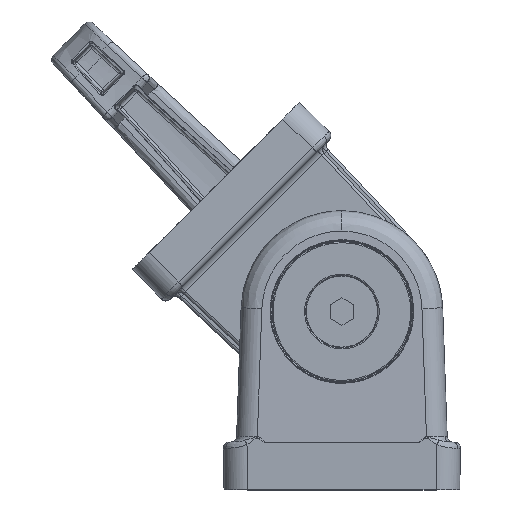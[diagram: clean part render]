
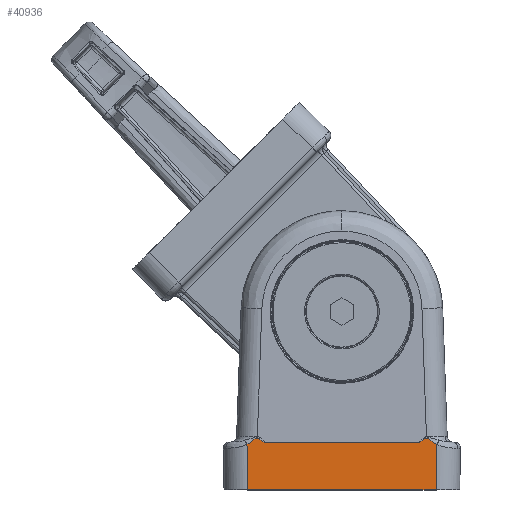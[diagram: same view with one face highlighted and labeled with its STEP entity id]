
A CAD part, top view. The second image highlights one B-rep face of the part: STEP entity #40936.
In plain terms, the highlighted planar face has unit normal (0, -0.018, 1).
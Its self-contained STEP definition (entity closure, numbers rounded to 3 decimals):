
#219 = VECTOR ( 'NONE', #24972, 1000. ) ;
#330 = CARTESIAN_POINT ( 'NONE',  ( 13.203, 0.061, 20.001 ) ) ;
#483 = CARTESIAN_POINT ( 'NONE',  ( 15.994, -0.405, 19.993 ) ) ;
#682 = DIRECTION ( 'NONE',  ( 1., 0., 0. ) ) ;
#739 = CARTESIAN_POINT ( 'NONE',  ( 15.513, -0.101, 19.998 ) ) ;
#842 = CARTESIAN_POINT ( 'NONE',  ( 13.092, -0.017, 20. ) ) ;
#1082 = CARTESIAN_POINT ( 'NONE',  ( -20., 0., 20. ) ) ;
#1640 = CARTESIAN_POINT ( 'NONE',  ( 13.092, -0.017, 20. ) ) ;
#1810 = CARTESIAN_POINT ( 'NONE',  ( -13.092, -0.017, 20. ) ) ;
#1895 = LINE ( 'NONE', #24837, #219 ) ;
#3461 = CARTESIAN_POINT ( 'NONE',  ( -15.045, 0.235, 20.004 ) ) ;
#3624 = CARTESIAN_POINT ( 'NONE',  ( -13.312, 0.14, 20.002 ) ) ;
#5348 = DIRECTION ( 'NONE',  ( 0., 1., 0.017 ) ) ;
#5661 = LINE ( 'NONE', #48326, #27775 ) ;
#6864 = CARTESIAN_POINT ( 'NONE',  ( 15.051, 0.23, 20.004 ) ) ;
#7699 = CARTESIAN_POINT ( 'NONE',  ( -14.694, 0.482, 20.008 ) ) ;
#7880 = CARTESIAN_POINT ( 'NONE',  ( -13.092, -0.017, 20. ) ) ;
#8056 = CARTESIAN_POINT ( 'NONE',  ( 14.449, 0.608, 20.011 ) ) ;
#8883 = CARTESIAN_POINT ( 'NONE',  ( 15.748, -0.261, 19.995 ) ) ;
#9388 = CARTESIAN_POINT ( 'NONE',  ( -25., -8., 19.86 ) ) ;
#9676 = CARTESIAN_POINT ( 'NONE',  ( 13.314, 0.141, 20.002 ) ) ;
#10241 = CARTESIAN_POINT ( 'NONE',  ( 15.994, -0.405, 19.993 ) ) ;
#10488 = ORIENTED_EDGE ( 'NONE', *, *, #32186, .F. ) ;
#11571 = CARTESIAN_POINT ( 'NONE',  ( 14.238, 0.65, 20.011 ) ) ;
#12004 = CARTESIAN_POINT ( 'NONE',  ( -14.439, 0.612, 20.011 ) ) ;
#12961 = ORIENTED_EDGE ( 'NONE', *, *, #34047, .F. ) ;
#13676 = DIRECTION ( 'NONE',  ( 1., 0., 0. ) ) ;
#15000 = LINE ( 'NONE', #9388, #46425 ) ;
#15709 = ORIENTED_EDGE ( 'NONE', *, *, #18049, .F. ) ;
#16256 = CARTESIAN_POINT ( 'NONE',  ( -14.227, 0.65, 20.011 ) ) ;
#16317 = ORIENTED_EDGE ( 'NONE', *, *, #28336, .F. ) ;
#18049 = EDGE_CURVE ( 'NONE', #38529, #45821, #1895, .T. ) ;
#18396 = EDGE_CURVE ( 'NONE', #43251, #38529, #23284, .T. ) ;
#19082 = ORIENTED_EDGE ( 'NONE', *, *, #38563, .T. ) ;
#19304 = CARTESIAN_POINT ( 'NONE',  ( 14.514, 0.577, 20.01 ) ) ;
#19868 = CARTESIAN_POINT ( 'NONE',  ( -15.994, -0.405, 19.993 ) ) ;
#20272 = CARTESIAN_POINT ( 'NONE',  ( -15.746, -0.26, 19.995 ) ) ;
#20442 = CARTESIAN_POINT ( 'NONE',  ( -14.02, 0.598, 20.01 ) ) ;
#23284 = B_SPLINE_CURVE_WITH_KNOTS ( 'NONE', 3,
 ( #842, #330, #9676, #27613, #39701, #28900, #30237, #32684, #47781, #11571, #33945, #8056, #19304, #50718, #50896, #6864, #47625, #739, #8883, #10241 ),
 .UNSPECIFIED., .F., .F.,
 ( 4, 2, 2, 2, 2, 2, 2, 2, 2, 4 ),
 ( 0., 0.12, 0.245, 0.308, 0.371, 0.434, 0.497, 0.623, 0.748, 1. ),
 .UNSPECIFIED. ) ;
#23838 = LINE ( 'NONE', #41258, #49786 ) ;
#24498 = CARTESIAN_POINT ( 'NONE',  ( -13.832, 0.499, 20.009 ) ) ;
#24837 = CARTESIAN_POINT ( 'NONE',  ( 15.99, -0.628, 19.989 ) ) ;
#24972 = DIRECTION ( 'NONE',  ( -0.017, -1., -0.017 ) ) ;
#26722 = EDGE_LOOP ( 'NONE', ( #41898, #16317, #10488, #12961, #19082, #15709 ) ) ;
#27613 = CARTESIAN_POINT ( 'NONE',  ( 13.541, 0.304, 20.005 ) ) ;
#27775 = VECTOR ( 'NONE', #29294, 1000. ) ;
#28336 = EDGE_CURVE ( 'NONE', #42210, #43251, #23838, .T. ) ;
#28384 = CARTESIAN_POINT ( 'NONE',  ( -15.161, 0.15, 20.003 ) ) ;
#28560 = CARTESIAN_POINT ( 'NONE',  ( -13.538, 0.302, 20.005 ) ) ;
#28900 = CARTESIAN_POINT ( 'NONE',  ( 13.838, 0.503, 20.009 ) ) ;
#29294 = DIRECTION ( 'NONE',  ( -0.017, 1., 0.017 ) ) ;
#30113 = DIRECTION ( 'NONE',  ( 0., 0.017, -1. ) ) ;
#30237 = CARTESIAN_POINT ( 'NONE',  ( 13.9, 0.54, 20.009 ) ) ;
#31720 = VERTEX_POINT ( 'NONE', #32170 ) ;
#32170 = CARTESIAN_POINT ( 'NONE',  ( -15.861, -8., 19.86 ) ) ;
#32186 = EDGE_CURVE ( 'NONE', #32624, #42210, #39390, .T. ) ;
#32280 = CARTESIAN_POINT ( 'NONE',  ( -14.812, 0.4, 20.007 ) ) ;
#32444 = CARTESIAN_POINT ( 'NONE',  ( -13.203, 0.06, 20.001 ) ) ;
#32624 = VERTEX_POINT ( 'NONE', #19868 ) ;
#32684 = CARTESIAN_POINT ( 'NONE',  ( 14.029, 0.602, 20.011 ) ) ;
#33945 = CARTESIAN_POINT ( 'NONE',  ( 14.311, 0.645, 20.011 ) ) ;
#34047 = EDGE_CURVE ( 'NONE', #31720, #32624, #5661, .T. ) ;
#35307 = FACE_OUTER_BOUND ( 'NONE', #26722, .T. ) ;
#36141 = CARTESIAN_POINT ( 'NONE',  ( -14.505, 0.582, 20.01 ) ) ;
#38529 = VERTEX_POINT ( 'NONE', #483 ) ;
#38563 = EDGE_CURVE ( 'NONE', #31720, #45821, #15000, .T. ) ;
#39390 = B_SPLINE_CURVE_WITH_KNOTS ( 'NONE', 3,
 ( #47460, #20272, #51329, #28384, #3461, #32280, #7699, #36141, #12004, #39948, #16256, #43759, #20442, #47628, #24498, #51482, #28560, #3624, #32444, #7880 ),
 .UNSPECIFIED., .F., .F.,
 ( 4, 2, 2, 2, 2, 2, 2, 2, 2, 4 ),
 ( 0., 0.252, 0.377, 0.503, 0.566, 0.629, 0.692, 0.755, 0.88, 1. ),
 .UNSPECIFIED. ) ;
#39701 = CARTESIAN_POINT ( 'NONE',  ( 13.657, 0.388, 20.007 ) ) ;
#39948 = CARTESIAN_POINT ( 'NONE',  ( -14.301, 0.646, 20.011 ) ) ;
#40936 = ADVANCED_FACE ( 'NONE', ( #35307 ), #45140, .F. ) ;
#41258 = CARTESIAN_POINT ( 'NONE',  ( -20., -0.017, 20. ) ) ;
#41898 = ORIENTED_EDGE ( 'NONE', *, *, #18396, .F. ) ;
#42210 = VERTEX_POINT ( 'NONE', #1810 ) ;
#43251 = VERTEX_POINT ( 'NONE', #1640 ) ;
#43759 = CARTESIAN_POINT ( 'NONE',  ( -14.087, 0.625, 20.011 ) ) ;
#45140 = PLANE ( 'NONE',  #50371 ) ;
#45821 = VERTEX_POINT ( 'NONE', #49558 ) ;
#46425 = VECTOR ( 'NONE', #13676, 1000. ) ;
#47460 = CARTESIAN_POINT ( 'NONE',  ( -15.994, -0.405, 19.993 ) ) ;
#47625 = CARTESIAN_POINT ( 'NONE',  ( 15.166, 0.146, 20.003 ) ) ;
#47628 = CARTESIAN_POINT ( 'NONE',  ( -13.893, 0.536, 20.009 ) ) ;
#47781 = CARTESIAN_POINT ( 'NONE',  ( 14.097, 0.628, 20.011 ) ) ;
#48326 = CARTESIAN_POINT ( 'NONE',  ( -15.99, -0.628, 19.989 ) ) ;
#49558 = CARTESIAN_POINT ( 'NONE',  ( 15.861, -8., 19.86 ) ) ;
#49786 = VECTOR ( 'NONE', #682, 1000. ) ;
#50371 = AXIS2_PLACEMENT_3D ( 'NONE', #1082, #30113, #5348 ) ;
#50718 = CARTESIAN_POINT ( 'NONE',  ( 14.703, 0.476, 20.008 ) ) ;
#50896 = CARTESIAN_POINT ( 'NONE',  ( 14.819, 0.394, 20.007 ) ) ;
#51329 = CARTESIAN_POINT ( 'NONE',  ( -15.51, -0.099, 19.998 ) ) ;
#51482 = CARTESIAN_POINT ( 'NONE',  ( -13.653, 0.385, 20.007 ) ) ;
